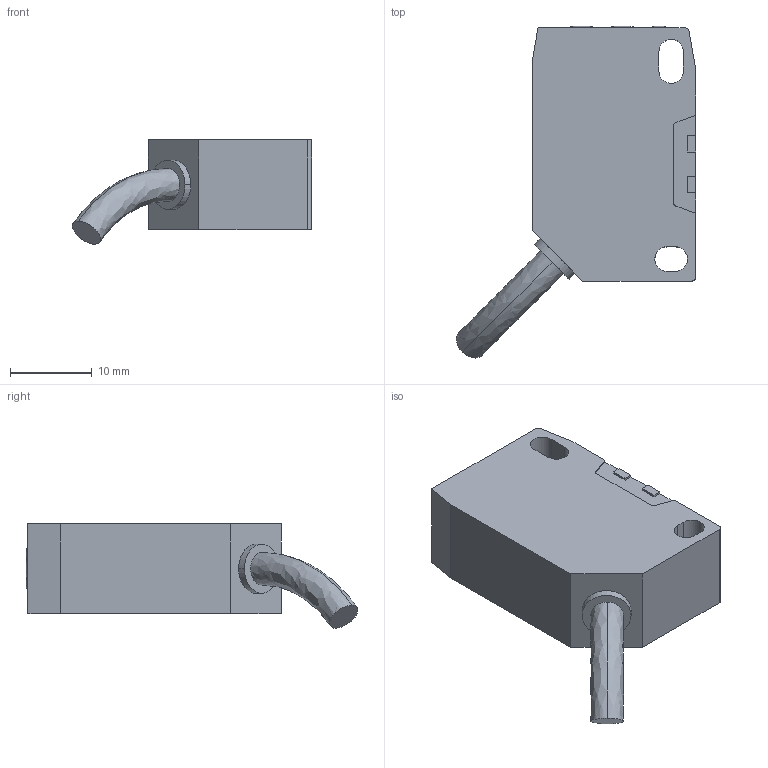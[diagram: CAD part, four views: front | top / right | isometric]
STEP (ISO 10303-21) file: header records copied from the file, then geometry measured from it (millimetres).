
FILE_DESCRIPTION (( 'STEP AP214' ), '1' );
FILE_NAME ('FER8-0N-0A.step', '2018-04-12T20:04:39', ( '' ), ( '' ), 'SwSTEP 2.0', 'SolidWorks 2017', '' );
FILE_SCHEMA (( 'AUTOMOTIVE_DESIGN' ));
Length unit declared in the file: inch
Products named in the file (1): FER8-0N-0A
Bounding box: 29.3 x 40.63 x 12.77 mm (x, y, z)
Volume: 6479.4 mm3; surface area: 2815.8 mm2
Topology: 1 solids, 1 shells, 72 faces, 194 edges, 132 vertices
Faces by surface type: plane 47, cylinder 19, bspline 6
Entity records: 2654 total; most frequent: CARTESIAN_POINT 791, ORIENTED_EDGE 388, DIRECTION 356, EDGE_CURVE 194, VECTOR 142, LINE 142, VERTEX_POINT 132, AXIS2_PLACEMENT_3D 107
